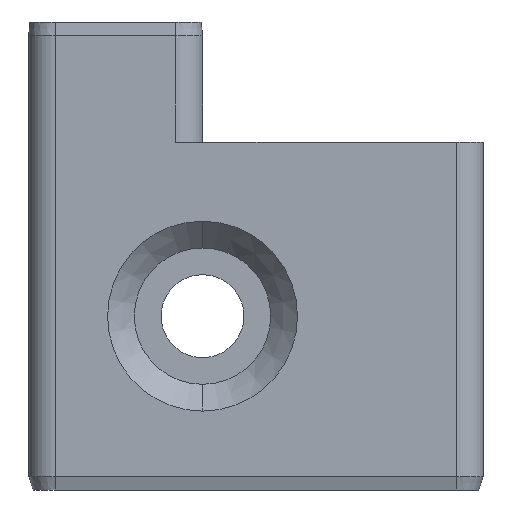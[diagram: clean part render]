
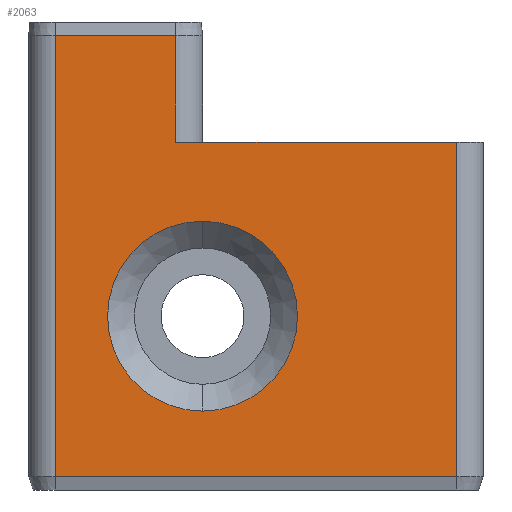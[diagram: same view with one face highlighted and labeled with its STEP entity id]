
A CAD part, left-side view. The second image highlights one B-rep face of the part: STEP entity #2063.
In plain terms, the highlighted planar face has unit normal (-1, 0, 0).
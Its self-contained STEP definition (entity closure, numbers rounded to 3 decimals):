
#187 = VERTEX_POINT ( 'NONE', #6165 ) ;
#222 = ORIENTED_EDGE ( 'NONE', *, *, #4114, .T. ) ;
#317 = LINE ( 'NONE', #2969, #3154 ) ;
#407 = ORIENTED_EDGE ( 'NONE', *, *, #6093, .T. ) ;
#458 = DIRECTION ( 'NONE',  ( -1., 0., 0. ) ) ;
#540 = EDGE_LOOP ( 'NONE', ( #4740, #4201, #1829, #3581, #222, #407 ) ) ;
#778 = FACE_BOUND ( 'NONE', #1120, .T. ) ;
#891 = LINE ( 'NONE', #1882, #3539 ) ;
#997 = CARTESIAN_POINT ( 'NONE',  ( -13.933, 5.403, 35. ) ) ;
#1000 = CARTESIAN_POINT ( 'NONE',  ( -13.933, 14.403, 34. ) ) ;
#1031 = CARTESIAN_POINT ( 'NONE',  ( -13.933, -15.597, 26. ) ) ;
#1054 = EDGE_CURVE ( 'NONE', #6070, #3982, #1267, .T. ) ;
#1106 = VECTOR ( 'NONE', #2202, 1000. ) ;
#1120 = EDGE_LOOP ( 'NONE', ( #5502, #5930 ) ) ;
#1267 = LINE ( 'NONE', #1656, #1106 ) ;
#1274 = LINE ( 'NONE', #5520, #5332 ) ;
#1357 = DIRECTION ( 'NONE',  ( 0., 1., 0. ) ) ;
#1656 = CARTESIAN_POINT ( 'NONE',  ( -13.933, -15.597, 1. ) ) ;
#1829 = ORIENTED_EDGE ( 'NONE', *, *, #4678, .T. ) ;
#1882 = CARTESIAN_POINT ( 'NONE',  ( -13.933, 0., 26. ) ) ;
#1964 = DIRECTION ( 'NONE',  ( 1., 0., 0. ) ) ;
#2019 = LINE ( 'NONE', #997, #5723 ) ;
#2063 = ADVANCED_FACE ( 'NONE', ( #778, #5908 ), #2573, .T. ) ;
#2068 = EDGE_CURVE ( 'NONE', #3954, #5135, #2019, .T. ) ;
#2176 = CARTESIAN_POINT ( 'NONE',  ( -13.933, 3.403, 5.9 ) ) ;
#2192 = VERTEX_POINT ( 'NONE', #2176 ) ;
#2202 = DIRECTION ( 'NONE',  ( 0., -1., 0. ) ) ;
#2343 = AXIS2_PLACEMENT_3D ( 'NONE', #5132, #1964, #5656 ) ;
#2369 = DIRECTION ( 'NONE',  ( 0., 1., 0. ) ) ;
#2379 = EDGE_CURVE ( 'NONE', #3954, #6238, #1274, .T. ) ;
#2384 = VERTEX_POINT ( 'NONE', #6021 ) ;
#2515 = CARTESIAN_POINT ( 'NONE',  ( -13.933, -15.597, 1. ) ) ;
#2573 = PLANE ( 'NONE',  #5583 ) ;
#2612 = DIRECTION ( 'NONE',  ( 1., 0., 0. ) ) ;
#2969 = CARTESIAN_POINT ( 'NONE',  ( -13.933, 14.403, 26. ) ) ;
#3154 = VECTOR ( 'NONE', #6131, 1000. ) ;
#3527 = CARTESIAN_POINT ( 'NONE',  ( -13.933, 5.403, 34. ) ) ;
#3539 = VECTOR ( 'NONE', #1357, 1000. ) ;
#3581 = ORIENTED_EDGE ( 'NONE', *, *, #1054, .T. ) ;
#3954 = VERTEX_POINT ( 'NONE', #3527 ) ;
#3982 = VERTEX_POINT ( 'NONE', #2515 ) ;
#4056 = LINE ( 'NONE', #1031, #5126 ) ;
#4114 = EDGE_CURVE ( 'NONE', #3982, #187, #4056, .T. ) ;
#4177 = DIRECTION ( 'NONE',  ( 0., 0., 1. ) ) ;
#4201 = ORIENTED_EDGE ( 'NONE', *, *, #2379, .T. ) ;
#4375 = EDGE_CURVE ( 'NONE', #2192, #2384, #5036, .T. ) ;
#4678 = EDGE_CURVE ( 'NONE', #6238, #6070, #317, .T. ) ;
#4681 = CARTESIAN_POINT ( 'NONE',  ( -13.933, 0., 26. ) ) ;
#4740 = ORIENTED_EDGE ( 'NONE', *, *, #2068, .F. ) ;
#5036 = CIRCLE ( 'NONE', #2343, 7.1 ) ;
#5126 = VECTOR ( 'NONE', #6319, 1000. ) ;
#5132 = CARTESIAN_POINT ( 'NONE',  ( -13.933, 3.403, 13. ) ) ;
#5135 = VERTEX_POINT ( 'NONE', #6540 ) ;
#5332 = VECTOR ( 'NONE', #2369, 1000. ) ;
#5469 = EDGE_CURVE ( 'NONE', #2384, #2192, #6276, .T. ) ;
#5498 = AXIS2_PLACEMENT_3D ( 'NONE', #5767, #2612, #6294 ) ;
#5502 = ORIENTED_EDGE ( 'NONE', *, *, #5469, .T. ) ;
#5520 = CARTESIAN_POINT ( 'NONE',  ( -13.933, 0., 34. ) ) ;
#5557 = CARTESIAN_POINT ( 'NONE',  ( -13.933, 14.403, 1. ) ) ;
#5583 = AXIS2_PLACEMENT_3D ( 'NONE', #4681, #458, #4177 ) ;
#5656 = DIRECTION ( 'NONE',  ( 0., 0., 1. ) ) ;
#5723 = VECTOR ( 'NONE', #6267, 1000. ) ;
#5767 = CARTESIAN_POINT ( 'NONE',  ( -13.933, 3.403, 13. ) ) ;
#5908 = FACE_OUTER_BOUND ( 'NONE', #540, .T. ) ;
#5930 = ORIENTED_EDGE ( 'NONE', *, *, #4375, .T. ) ;
#6021 = CARTESIAN_POINT ( 'NONE',  ( -13.933, 3.403, 20.1 ) ) ;
#6070 = VERTEX_POINT ( 'NONE', #5557 ) ;
#6093 = EDGE_CURVE ( 'NONE', #187, #5135, #891, .T. ) ;
#6131 = DIRECTION ( 'NONE',  ( 0., 0., -1. ) ) ;
#6165 = CARTESIAN_POINT ( 'NONE',  ( -13.933, -15.597, 26. ) ) ;
#6238 = VERTEX_POINT ( 'NONE', #1000 ) ;
#6267 = DIRECTION ( 'NONE',  ( 0., 0., -1. ) ) ;
#6276 = CIRCLE ( 'NONE', #5498, 7.1 ) ;
#6294 = DIRECTION ( 'NONE',  ( 0., 0., 1. ) ) ;
#6319 = DIRECTION ( 'NONE',  ( 0., 0., 1. ) ) ;
#6540 = CARTESIAN_POINT ( 'NONE',  ( -13.933, 5.403, 26. ) ) ;
